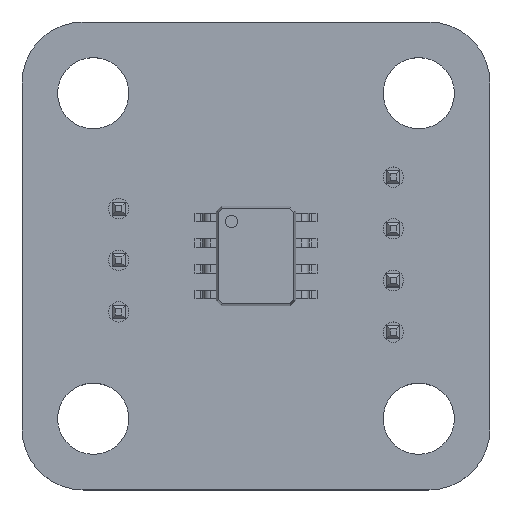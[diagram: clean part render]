
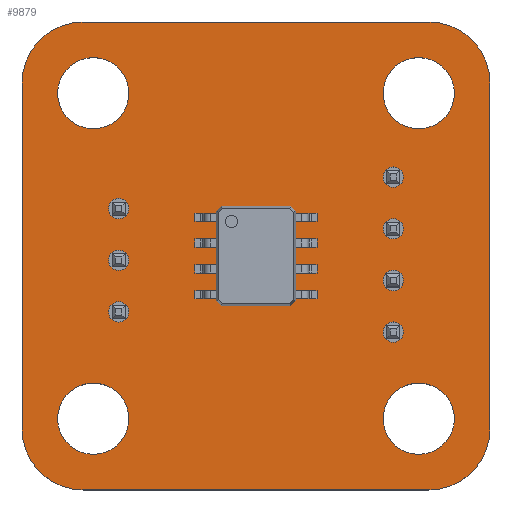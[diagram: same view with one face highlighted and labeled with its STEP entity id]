
A CAD part, top view. The second image highlights one B-rep face of the part: STEP entity #9879.
In plain terms, the highlighted planar face has unit normal (0, 0, 1).
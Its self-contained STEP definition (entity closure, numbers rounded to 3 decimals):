
#9609 = VERTEX_POINT('',#9610);
#9610 = CARTESIAN_POINT('',(8.5,11.5,1.51));
#9616 = EDGE_CURVE('',#9609,#9617,#9619,.T.);
#9617 = VERTEX_POINT('',#9618);
#9618 = CARTESIAN_POINT('',(11.5,8.5,1.51));
#9619 = CIRCLE('',#9620,3.);
#9620 = AXIS2_PLACEMENT_3D('',#9621,#9622,#9623);
#9621 = CARTESIAN_POINT('',(8.5,8.5,1.51));
#9622 = DIRECTION('',(0.,0.,-1.));
#9623 = DIRECTION('',(0.,1.,0.));
#9651 = VERTEX_POINT('',#9652);
#9652 = CARTESIAN_POINT('',(-8.5,11.5,1.51));
#9658 = EDGE_CURVE('',#9651,#9609,#9659,.T.);
#9659 = LINE('',#9660,#9661);
#9660 = CARTESIAN_POINT('',(-8.5,11.5,1.51));
#9661 = VECTOR('',#9662,1.);
#9662 = DIRECTION('',(1.,0.,0.));
#9680 = EDGE_CURVE('',#9617,#9681,#9683,.T.);
#9681 = VERTEX_POINT('',#9682);
#9682 = CARTESIAN_POINT('',(11.5,-8.5,1.51));
#9683 = LINE('',#9684,#9685);
#9684 = CARTESIAN_POINT('',(11.5,8.5,1.51));
#9685 = VECTOR('',#9686,1.);
#9686 = DIRECTION('',(0.,-1.,0.));
#9879 = ADVANCED_FACE('',(#9880,#9926,#9937,#9948,#9959,#9970,#9981,
    #9992,#10003,#10014,#10025,#10036),#10047,.T.);
#9880 = FACE_BOUND('',#9881,.T.);
#9881 = EDGE_LOOP('',(#9882,#9883,#9884,#9893,#9901,#9910,#9918,#9925));
#9882 = ORIENTED_EDGE('',*,*,#9616,.F.);
#9883 = ORIENTED_EDGE('',*,*,#9658,.F.);
#9884 = ORIENTED_EDGE('',*,*,#9885,.F.);
#9885 = EDGE_CURVE('',#9886,#9651,#9888,.T.);
#9886 = VERTEX_POINT('',#9887);
#9887 = CARTESIAN_POINT('',(-11.5,8.5,1.51));
#9888 = CIRCLE('',#9889,3.);
#9889 = AXIS2_PLACEMENT_3D('',#9890,#9891,#9892);
#9890 = CARTESIAN_POINT('',(-8.5,8.5,1.51));
#9891 = DIRECTION('',(0.,0.,-1.));
#9892 = DIRECTION('',(-1.,0.,0.));
#9893 = ORIENTED_EDGE('',*,*,#9894,.F.);
#9894 = EDGE_CURVE('',#9895,#9886,#9897,.T.);
#9895 = VERTEX_POINT('',#9896);
#9896 = CARTESIAN_POINT('',(-11.5,-8.5,1.51));
#9897 = LINE('',#9898,#9899);
#9898 = CARTESIAN_POINT('',(-11.5,-8.5,1.51));
#9899 = VECTOR('',#9900,1.);
#9900 = DIRECTION('',(0.,1.,0.));
#9901 = ORIENTED_EDGE('',*,*,#9902,.F.);
#9902 = EDGE_CURVE('',#9903,#9895,#9905,.T.);
#9903 = VERTEX_POINT('',#9904);
#9904 = CARTESIAN_POINT('',(-8.5,-11.5,1.51));
#9905 = CIRCLE('',#9906,3.);
#9906 = AXIS2_PLACEMENT_3D('',#9907,#9908,#9909);
#9907 = CARTESIAN_POINT('',(-8.5,-8.5,1.51));
#9908 = DIRECTION('',(0.,0.,-1.));
#9909 = DIRECTION('',(0.,-1.,-0.));
#9910 = ORIENTED_EDGE('',*,*,#9911,.F.);
#9911 = EDGE_CURVE('',#9912,#9903,#9914,.T.);
#9912 = VERTEX_POINT('',#9913);
#9913 = CARTESIAN_POINT('',(8.5,-11.5,1.51));
#9914 = LINE('',#9915,#9916);
#9915 = CARTESIAN_POINT('',(8.5,-11.5,1.51));
#9916 = VECTOR('',#9917,1.);
#9917 = DIRECTION('',(-1.,0.,0.));
#9918 = ORIENTED_EDGE('',*,*,#9919,.F.);
#9919 = EDGE_CURVE('',#9681,#9912,#9920,.T.);
#9920 = CIRCLE('',#9921,3.);
#9921 = AXIS2_PLACEMENT_3D('',#9922,#9923,#9924);
#9922 = CARTESIAN_POINT('',(8.5,-8.5,1.51));
#9923 = DIRECTION('',(0.,0.,-1.));
#9924 = DIRECTION('',(1.,0.,0.));
#9925 = ORIENTED_EDGE('',*,*,#9680,.F.);
#9926 = FACE_BOUND('',#9927,.T.);
#9927 = EDGE_LOOP('',(#9928));
#9928 = ORIENTED_EDGE('',*,*,#9929,.T.);
#9929 = EDGE_CURVE('',#9930,#9930,#9932,.T.);
#9930 = VERTEX_POINT('',#9931);
#9931 = CARTESIAN_POINT('',(-8.,-9.75,1.51));
#9932 = CIRCLE('',#9933,1.75);
#9933 = AXIS2_PLACEMENT_3D('',#9934,#9935,#9936);
#9934 = CARTESIAN_POINT('',(-8.,-8.,1.51));
#9935 = DIRECTION('',(-0.,0.,-1.));
#9936 = DIRECTION('',(0.,-1.,-0.));
#9937 = FACE_BOUND('',#9938,.T.);
#9938 = EDGE_LOOP('',(#9939));
#9939 = ORIENTED_EDGE('',*,*,#9940,.T.);
#9940 = EDGE_CURVE('',#9941,#9941,#9943,.T.);
#9941 = VERTEX_POINT('',#9942);
#9942 = CARTESIAN_POINT('',(-6.75,-3.25,1.51));
#9943 = CIRCLE('',#9944,0.5);
#9944 = AXIS2_PLACEMENT_3D('',#9945,#9946,#9947);
#9945 = CARTESIAN_POINT('',(-6.75,-2.75,1.51));
#9946 = DIRECTION('',(-0.,0.,-1.));
#9947 = DIRECTION('',(-0.,-1.,0.));
#9948 = FACE_BOUND('',#9949,.T.);
#9949 = EDGE_LOOP('',(#9950));
#9950 = ORIENTED_EDGE('',*,*,#9951,.T.);
#9951 = EDGE_CURVE('',#9952,#9952,#9954,.T.);
#9952 = VERTEX_POINT('',#9953);
#9953 = CARTESIAN_POINT('',(-6.75,-0.71,1.51));
#9954 = CIRCLE('',#9955,0.5);
#9955 = AXIS2_PLACEMENT_3D('',#9956,#9957,#9958);
#9956 = CARTESIAN_POINT('',(-6.75,-0.21,1.51));
#9957 = DIRECTION('',(-0.,0.,-1.));
#9958 = DIRECTION('',(-0.,-1.,0.));
#9959 = FACE_BOUND('',#9960,.T.);
#9960 = EDGE_LOOP('',(#9961));
#9961 = ORIENTED_EDGE('',*,*,#9962,.T.);
#9962 = EDGE_CURVE('',#9963,#9963,#9965,.T.);
#9963 = VERTEX_POINT('',#9964);
#9964 = CARTESIAN_POINT('',(8.,-9.75,1.51));
#9965 = CIRCLE('',#9966,1.75);
#9966 = AXIS2_PLACEMENT_3D('',#9967,#9968,#9969);
#9967 = CARTESIAN_POINT('',(8.,-8.,1.51));
#9968 = DIRECTION('',(-0.,0.,-1.));
#9969 = DIRECTION('',(-0.,-1.,0.));
#9970 = FACE_BOUND('',#9971,.T.);
#9971 = EDGE_LOOP('',(#9972));
#9972 = ORIENTED_EDGE('',*,*,#9973,.T.);
#9973 = EDGE_CURVE('',#9974,#9974,#9976,.T.);
#9974 = VERTEX_POINT('',#9975);
#9975 = CARTESIAN_POINT('',(6.75,-4.245,1.51));
#9976 = CIRCLE('',#9977,0.5);
#9977 = AXIS2_PLACEMENT_3D('',#9978,#9979,#9980);
#9978 = CARTESIAN_POINT('',(6.75,-3.745,1.51));
#9979 = DIRECTION('',(-0.,0.,-1.));
#9980 = DIRECTION('',(-0.,-1.,0.));
#9981 = FACE_BOUND('',#9982,.T.);
#9982 = EDGE_LOOP('',(#9983));
#9983 = ORIENTED_EDGE('',*,*,#9984,.T.);
#9984 = EDGE_CURVE('',#9985,#9985,#9987,.T.);
#9985 = VERTEX_POINT('',#9986);
#9986 = CARTESIAN_POINT('',(6.75,-1.705,1.51));
#9987 = CIRCLE('',#9988,0.5);
#9988 = AXIS2_PLACEMENT_3D('',#9989,#9990,#9991);
#9989 = CARTESIAN_POINT('',(6.75,-1.205,1.51));
#9990 = DIRECTION('',(-0.,0.,-1.));
#9991 = DIRECTION('',(-0.,-1.,0.));
#9992 = FACE_BOUND('',#9993,.T.);
#9993 = EDGE_LOOP('',(#9994));
#9994 = ORIENTED_EDGE('',*,*,#9995,.T.);
#9995 = EDGE_CURVE('',#9996,#9996,#9998,.T.);
#9996 = VERTEX_POINT('',#9997);
#9997 = CARTESIAN_POINT('',(-6.75,1.83,1.51));
#9998 = CIRCLE('',#9999,0.5);
#9999 = AXIS2_PLACEMENT_3D('',#10000,#10001,#10002);
#10000 = CARTESIAN_POINT('',(-6.75,2.33,1.51));
#10001 = DIRECTION('',(-0.,0.,-1.));
#10002 = DIRECTION('',(-0.,-1.,0.));
#10003 = FACE_BOUND('',#10004,.T.);
#10004 = EDGE_LOOP('',(#10005));
#10005 = ORIENTED_EDGE('',*,*,#10006,.T.);
#10006 = EDGE_CURVE('',#10007,#10007,#10009,.T.);
#10007 = VERTEX_POINT('',#10008);
#10008 = CARTESIAN_POINT('',(-8.,6.25,1.51));
#10009 = CIRCLE('',#10010,1.75);
#10010 = AXIS2_PLACEMENT_3D('',#10011,#10012,#10013);
#10011 = CARTESIAN_POINT('',(-8.,8.,1.51));
#10012 = DIRECTION('',(-0.,0.,-1.));
#10013 = DIRECTION('',(-0.,-1.,0.));
#10014 = FACE_BOUND('',#10015,.T.);
#10015 = EDGE_LOOP('',(#10016));
#10016 = ORIENTED_EDGE('',*,*,#10017,.T.);
#10017 = EDGE_CURVE('',#10018,#10018,#10020,.T.);
#10018 = VERTEX_POINT('',#10019);
#10019 = CARTESIAN_POINT('',(6.75,0.835,1.51));
#10020 = CIRCLE('',#10021,0.5);
#10021 = AXIS2_PLACEMENT_3D('',#10022,#10023,#10024);
#10022 = CARTESIAN_POINT('',(6.75,1.335,1.51));
#10023 = DIRECTION('',(-0.,0.,-1.));
#10024 = DIRECTION('',(-0.,-1.,0.));
#10025 = FACE_BOUND('',#10026,.T.);
#10026 = EDGE_LOOP('',(#10027));
#10027 = ORIENTED_EDGE('',*,*,#10028,.T.);
#10028 = EDGE_CURVE('',#10029,#10029,#10031,.T.);
#10029 = VERTEX_POINT('',#10030);
#10030 = CARTESIAN_POINT('',(6.75,3.375,1.51));
#10031 = CIRCLE('',#10032,0.5);
#10032 = AXIS2_PLACEMENT_3D('',#10033,#10034,#10035);
#10033 = CARTESIAN_POINT('',(6.75,3.875,1.51));
#10034 = DIRECTION('',(-0.,0.,-1.));
#10035 = DIRECTION('',(-0.,-1.,0.));
#10036 = FACE_BOUND('',#10037,.T.);
#10037 = EDGE_LOOP('',(#10038));
#10038 = ORIENTED_EDGE('',*,*,#10039,.T.);
#10039 = EDGE_CURVE('',#10040,#10040,#10042,.T.);
#10040 = VERTEX_POINT('',#10041);
#10041 = CARTESIAN_POINT('',(8.,6.25,1.51));
#10042 = CIRCLE('',#10043,1.75);
#10043 = AXIS2_PLACEMENT_3D('',#10044,#10045,#10046);
#10044 = CARTESIAN_POINT('',(8.,8.,1.51));
#10045 = DIRECTION('',(-0.,0.,-1.));
#10046 = DIRECTION('',(-0.,-1.,0.));
#10047 = PLANE('',#10048);
#10048 = AXIS2_PLACEMENT_3D('',#10049,#10050,#10051);
#10049 = CARTESIAN_POINT('',(0.,0.,1.51));
#10050 = DIRECTION('',(0.,0.,1.));
#10051 = DIRECTION('',(1.,0.,-0.));
